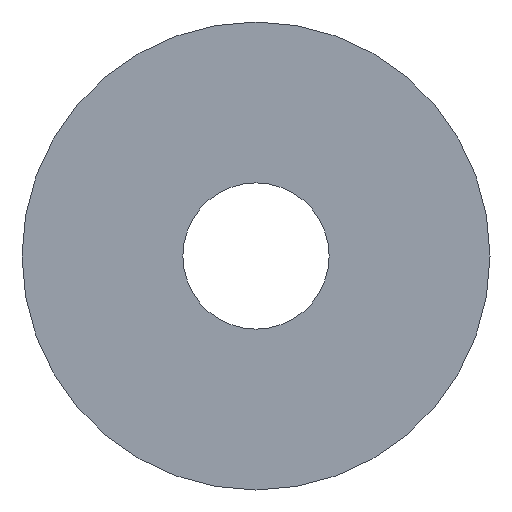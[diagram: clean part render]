
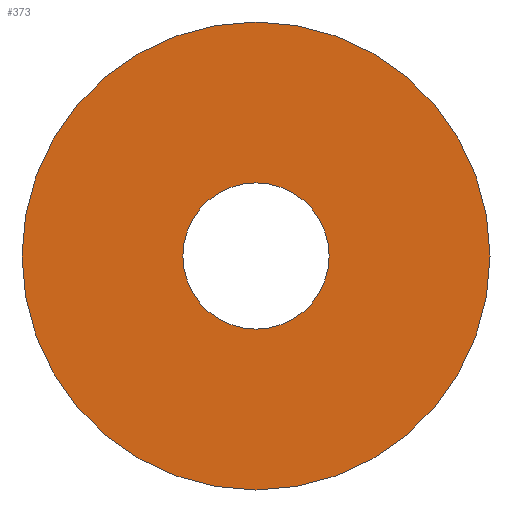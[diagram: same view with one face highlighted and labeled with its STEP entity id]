
A CAD part, left-side view. The second image highlights one B-rep face of the part: STEP entity #373.
In plain terms, the highlighted planar face has unit normal (-1, 0, 0).
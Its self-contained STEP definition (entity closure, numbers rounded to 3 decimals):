
#36 = AXIS2_PLACEMENT_3D ( 'NONE', #232, #372, #321 ) ;
#41 = FACE_BOUND ( 'NONE', #427, .T. ) ;
#48 = VERTEX_POINT ( 'NONE', #463 ) ;
#77 = ORIENTED_EDGE ( 'NONE', *, *, #378, .T. ) ;
#135 = CARTESIAN_POINT ( 'NONE',  ( 0., 0., 0. ) ) ;
#219 = DIRECTION ( 'NONE',  ( -1., 0., 0. ) ) ;
#232 = CARTESIAN_POINT ( 'NONE',  ( 0., 0., 0. ) ) ;
#261 = DIRECTION ( 'NONE',  ( 0., 0., 1. ) ) ;
#280 = CIRCLE ( 'NONE', #36, 1.25 ) ;
#307 = DIRECTION ( 'NONE',  ( 0., 0., 1. ) ) ;
#313 = CARTESIAN_POINT ( 'NONE',  ( 0., -2.75, -1.588 ) ) ;
#321 = DIRECTION ( 'NONE',  ( 0., 0., -1. ) ) ;
#329 = CARTESIAN_POINT ( 'NONE',  ( 0., 0., -1.25 ) ) ;
#336 = VERTEX_POINT ( 'NONE', #329 ) ;
#371 = ORIENTED_EDGE ( 'NONE', *, *, #466, .T. ) ;
#372 = DIRECTION ( 'NONE',  ( 1., 0., 0. ) ) ;
#373 = ADVANCED_FACE ( 'NONE', ( #41, #544 ), #440, .T. ) ;
#378 = EDGE_CURVE ( 'NONE', #48, #48, #459, .T. ) ;
#386 = AXIS2_PLACEMENT_3D ( 'NONE', #135, #446, #261 ) ;
#427 = EDGE_LOOP ( 'NONE', ( #371 ) ) ;
#440 = PLANE ( 'NONE',  #511 ) ;
#446 = DIRECTION ( 'NONE',  ( -1., 0., 0. ) ) ;
#451 = EDGE_LOOP ( 'NONE', ( #77 ) ) ;
#459 = CIRCLE ( 'NONE', #386, 4. ) ;
#463 = CARTESIAN_POINT ( 'NONE',  ( 0., 0., 4. ) ) ;
#466 = EDGE_CURVE ( 'NONE', #336, #336, #280, .T. ) ;
#511 = AXIS2_PLACEMENT_3D ( 'NONE', #313, #219, #307 ) ;
#544 = FACE_OUTER_BOUND ( 'NONE', #451, .T. ) ;
